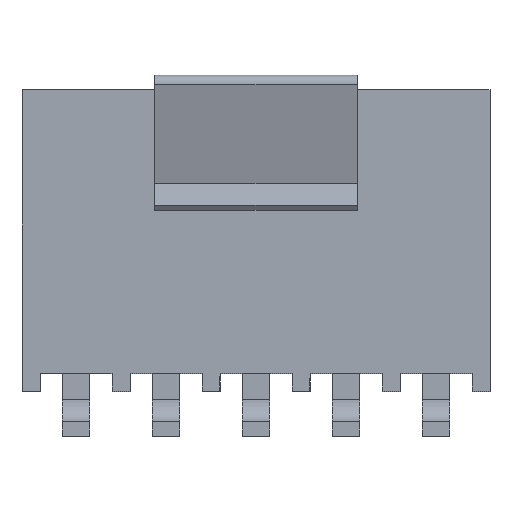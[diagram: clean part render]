
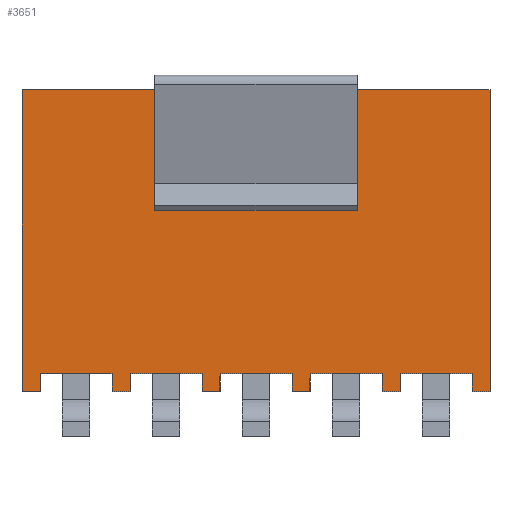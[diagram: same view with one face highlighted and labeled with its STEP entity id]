
A CAD part, top view. The second image highlights one B-rep face of the part: STEP entity #3651.
In plain terms, the highlighted planar face has unit normal (0, 0, 1).
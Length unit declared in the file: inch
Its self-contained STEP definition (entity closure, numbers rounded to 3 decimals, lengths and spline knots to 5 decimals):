
#657=ORIENTED_EDGE('',*,*,#1448,.F.);
#658=ORIENTED_EDGE('',*,*,#1449,.T.);
#659=ORIENTED_EDGE('',*,*,#1450,.F.);
#660=ORIENTED_EDGE('',*,*,#1451,.F.);
#661=ORIENTED_EDGE('',*,*,#1452,.F.);
#662=ORIENTED_EDGE('',*,*,#1453,.T.);
#663=ORIENTED_EDGE('',*,*,#1454,.F.);
#664=ORIENTED_EDGE('',*,*,#1455,.F.);
#665=ORIENTED_EDGE('',*,*,#1456,.F.);
#666=ORIENTED_EDGE('',*,*,#1407,.F.);
#667=ORIENTED_EDGE('',*,*,#1457,.T.);
#668=ORIENTED_EDGE('',*,*,#1458,.T.);
#669=ORIENTED_EDGE('',*,*,#1459,.F.);
#670=ORIENTED_EDGE('',*,*,#1460,.F.);
#671=ORIENTED_EDGE('',*,*,#1461,.F.);
#672=ORIENTED_EDGE('',*,*,#1462,.T.);
#673=ORIENTED_EDGE('',*,*,#1463,.F.);
#674=ORIENTED_EDGE('',*,*,#1464,.F.);
#675=ORIENTED_EDGE('',*,*,#1465,.F.);
#676=ORIENTED_EDGE('',*,*,#1466,.T.);
#677=ORIENTED_EDGE('',*,*,#1467,.F.);
#678=ORIENTED_EDGE('',*,*,#1468,.F.);
#679=ORIENTED_EDGE('',*,*,#1469,.F.);
#680=ORIENTED_EDGE('',*,*,#1470,.T.);
#681=ORIENTED_EDGE('',*,*,#1471,.F.);
#682=ORIENTED_EDGE('',*,*,#1472,.F.);
#683=ORIENTED_EDGE('',*,*,#1473,.F.);
#684=ORIENTED_EDGE('',*,*,#1474,.T.);
#685=ORIENTED_EDGE('',*,*,#1475,.F.);
#686=ORIENTED_EDGE('',*,*,#1476,.F.);
#1407=EDGE_CURVE('',#1845,#1846,#2233,.T.);
#1448=EDGE_CURVE('',#1885,#1886,#2274,.T.);
#1449=EDGE_CURVE('',#1885,#1887,#2275,.T.);
#1450=EDGE_CURVE('',#1888,#1887,#2276,.T.);
#1451=EDGE_CURVE('',#1886,#1888,#2277,.T.);
#1452=EDGE_CURVE('',#1889,#1890,#2278,.T.);
#1453=EDGE_CURVE('',#1889,#1891,#2279,.T.);
#1454=EDGE_CURVE('',#1892,#1891,#2280,.T.);
#1455=EDGE_CURVE('',#1893,#1892,#2281,.T.);
#1456=EDGE_CURVE('',#1846,#1893,#2282,.T.);
#1457=EDGE_CURVE('',#1845,#1894,#2283,.T.);
#1458=EDGE_CURVE('',#1894,#1895,#2284,.T.);
#1459=EDGE_CURVE('',#1896,#1895,#2285,.T.);
#1460=EDGE_CURVE('',#1897,#1896,#2286,.T.);
#1461=EDGE_CURVE('',#1898,#1897,#2287,.T.);
#1462=EDGE_CURVE('',#1898,#1899,#2288,.T.);
#1463=EDGE_CURVE('',#1900,#1899,#2289,.T.);
#1464=EDGE_CURVE('',#1901,#1900,#2290,.T.);
#1465=EDGE_CURVE('',#1902,#1901,#2291,.T.);
#1466=EDGE_CURVE('',#1902,#1903,#2292,.T.);
#1467=EDGE_CURVE('',#1904,#1903,#2293,.T.);
#1468=EDGE_CURVE('',#1905,#1904,#2294,.T.);
#1469=EDGE_CURVE('',#1906,#1905,#2295,.T.);
#1470=EDGE_CURVE('',#1906,#1907,#2296,.T.);
#1471=EDGE_CURVE('',#1908,#1907,#2297,.T.);
#1472=EDGE_CURVE('',#1909,#1908,#2298,.T.);
#1473=EDGE_CURVE('',#1910,#1909,#2299,.T.);
#1474=EDGE_CURVE('',#1910,#1911,#2300,.T.);
#1475=EDGE_CURVE('',#1912,#1911,#2301,.T.);
#1476=EDGE_CURVE('',#1890,#1912,#2302,.T.);
#1845=VERTEX_POINT('',#5493);
#1846=VERTEX_POINT('',#5494);
#1885=VERTEX_POINT('',#5576);
#1886=VERTEX_POINT('',#5577);
#1887=VERTEX_POINT('',#5579);
#1888=VERTEX_POINT('',#5581);
#1889=VERTEX_POINT('',#5584);
#1890=VERTEX_POINT('',#5585);
#1891=VERTEX_POINT('',#5587);
#1892=VERTEX_POINT('',#5589);
#1893=VERTEX_POINT('',#5591);
#1894=VERTEX_POINT('',#5594);
#1895=VERTEX_POINT('',#5596);
#1896=VERTEX_POINT('',#5598);
#1897=VERTEX_POINT('',#5600);
#1898=VERTEX_POINT('',#5602);
#1899=VERTEX_POINT('',#5604);
#1900=VERTEX_POINT('',#5606);
#1901=VERTEX_POINT('',#5608);
#1902=VERTEX_POINT('',#5610);
#1903=VERTEX_POINT('',#5612);
#1904=VERTEX_POINT('',#5614);
#1905=VERTEX_POINT('',#5616);
#1906=VERTEX_POINT('',#5618);
#1907=VERTEX_POINT('',#5620);
#1908=VERTEX_POINT('',#5622);
#1909=VERTEX_POINT('',#5624);
#1910=VERTEX_POINT('',#5626);
#1911=VERTEX_POINT('',#5628);
#1912=VERTEX_POINT('',#5630);
#2233=LINE('',#5492,#2707);
#2274=LINE('',#5575,#2748);
#2275=LINE('',#5578,#2749);
#2276=LINE('',#5580,#2750);
#2277=LINE('',#5582,#2751);
#2278=LINE('',#5583,#2752);
#2279=LINE('',#5586,#2753);
#2280=LINE('',#5588,#2754);
#2281=LINE('',#5590,#2755);
#2282=LINE('',#5592,#2756);
#2283=LINE('',#5593,#2757);
#2284=LINE('',#5595,#2758);
#2285=LINE('',#5597,#2759);
#2286=LINE('',#5599,#2760);
#2287=LINE('',#5601,#2761);
#2288=LINE('',#5603,#2762);
#2289=LINE('',#5605,#2763);
#2290=LINE('',#5607,#2764);
#2291=LINE('',#5609,#2765);
#2292=LINE('',#5611,#2766);
#2293=LINE('',#5613,#2767);
#2294=LINE('',#5615,#2768);
#2295=LINE('',#5617,#2769);
#2296=LINE('',#5619,#2770);
#2297=LINE('',#5621,#2771);
#2298=LINE('',#5623,#2772);
#2299=LINE('',#5625,#2773);
#2300=LINE('',#5627,#2774);
#2301=LINE('',#5629,#2775);
#2302=LINE('',#5631,#2776);
#2707=VECTOR('',#4503,39.37008);
#2748=VECTOR('',#4548,39.37008);
#2749=VECTOR('',#4549,39.37008);
#2750=VECTOR('',#4550,39.37008);
#2751=VECTOR('',#4551,39.37008);
#2752=VECTOR('',#4552,39.37008);
#2753=VECTOR('',#4553,39.37008);
#2754=VECTOR('',#4554,39.37008);
#2755=VECTOR('',#4555,39.37008);
#2756=VECTOR('',#4556,39.37008);
#2757=VECTOR('',#4557,39.37008);
#2758=VECTOR('',#4558,39.37008);
#2759=VECTOR('',#4559,39.37008);
#2760=VECTOR('',#4560,39.37008);
#2761=VECTOR('',#4561,39.37008);
#2762=VECTOR('',#4562,39.37008);
#2763=VECTOR('',#4563,39.37008);
#2764=VECTOR('',#4564,39.37008);
#2765=VECTOR('',#4565,39.37008);
#2766=VECTOR('',#4566,39.37008);
#2767=VECTOR('',#4567,39.37008);
#2768=VECTOR('',#4568,39.37008);
#2769=VECTOR('',#4569,39.37008);
#2770=VECTOR('',#4570,39.37008);
#2771=VECTOR('',#4571,39.37008);
#2772=VECTOR('',#4572,39.37008);
#2773=VECTOR('',#4573,39.37008);
#2774=VECTOR('',#4574,39.37008);
#2775=VECTOR('',#4575,39.37008);
#2776=VECTOR('',#4576,39.37008);
#3072=EDGE_LOOP('',(#657,#658,#659,#660));
#3073=EDGE_LOOP('',(#661,#662,#663,#664,#665,#666,#667,#668,#669,#670,#671,
#672,#673,#674,#675,#676,#677,#678,#679,#680,#681,#682,#683,#684,#685,#686));
#3286=FACE_BOUND('',#3072,.T.);
#3287=FACE_BOUND('',#3073,.T.);
#3467=PLANE('',#3906);
#3651=ADVANCED_FACE('',(#3286,#3287),#3467,.F.);
#3906=AXIS2_PLACEMENT_3D('',#5574,#4546,#4547);
#4503=DIRECTION('',(1.,0.,0.));
#4546=DIRECTION('',(0.,0.,-1.));
#4547=DIRECTION('',(-1.,0.,0.));
#4548=DIRECTION('',(-1.,0.,0.));
#4549=DIRECTION('',(0.,-1.,0.));
#4550=DIRECTION('',(1.,0.,0.));
#4551=DIRECTION('',(0.,-1.,0.));
#4552=DIRECTION('',(0.,1.,0.));
#4553=DIRECTION('',(1.,0.,0.));
#4554=DIRECTION('',(0.,-1.,0.));
#4555=DIRECTION('',(1.,0.,0.));
#4556=DIRECTION('',(1.,0.,0.));
#4557=DIRECTION('',(0.,-1.,0.));
#4558=DIRECTION('',(1.,0.,0.));
#4559=DIRECTION('',(0.,-1.,0.));
#4560=DIRECTION('',(-1.,0.,0.));
#4561=DIRECTION('',(0.,1.,0.));
#4562=DIRECTION('',(1.,0.,0.));
#4563=DIRECTION('',(0.,-1.,0.));
#4564=DIRECTION('',(-1.,0.,0.));
#4565=DIRECTION('',(0.,1.,0.));
#4566=DIRECTION('',(1.,0.,0.));
#4567=DIRECTION('',(0.,-1.,0.));
#4568=DIRECTION('',(-1.,0.,0.));
#4569=DIRECTION('',(0.,1.,0.));
#4570=DIRECTION('',(1.,0.,0.));
#4571=DIRECTION('',(0.,-1.,0.));
#4572=DIRECTION('',(-1.,0.,0.));
#4573=DIRECTION('',(0.,1.,0.));
#4574=DIRECTION('',(1.,0.,0.));
#4575=DIRECTION('',(0.,-1.,0.));
#4576=DIRECTION('',(-1.,0.,0.));
#5492=CARTESIAN_POINT('',(-0.26,0.335,0.0975));
#5493=CARTESIAN_POINT('',(-0.26,0.335,0.0975));
#5494=CARTESIAN_POINT('',(-0.1125,0.335,0.0975));
#5574=CARTESIAN_POINT('',(-0.26,0.335,0.0975));
#5575=CARTESIAN_POINT('',(-0.26,0.2341,0.0975));
#5576=CARTESIAN_POINT('',(0.1125,0.2341,0.0975));
#5577=CARTESIAN_POINT('',(-0.1125,0.2341,0.0975));
#5578=CARTESIAN_POINT('',(0.1125,0.335,0.0975));
#5579=CARTESIAN_POINT('',(0.1125,0.21963,0.0975));
#5580=CARTESIAN_POINT('',(-0.26,0.21963,0.0975));
#5581=CARTESIAN_POINT('',(-0.1125,0.21963,0.0975));
#5582=CARTESIAN_POINT('',(-0.1125,0.335,0.0975));
#5583=CARTESIAN_POINT('',(0.24,0.335,0.0975));
#5584=CARTESIAN_POINT('',(0.24,0.,0.0975));
#5585=CARTESIAN_POINT('',(0.24,0.02,0.0975));
#5586=CARTESIAN_POINT('',(-0.26,0.,0.0975));
#5587=CARTESIAN_POINT('',(0.26,0.,0.0975));
#5588=CARTESIAN_POINT('',(0.26,0.335,0.0975));
#5589=CARTESIAN_POINT('',(0.26,0.335,0.0975));
#5590=CARTESIAN_POINT('',(-0.26,0.335,0.0975));
#5591=CARTESIAN_POINT('',(0.1125,0.335,0.0975));
#5592=CARTESIAN_POINT('',(-0.26,0.335,0.0975));
#5593=CARTESIAN_POINT('',(-0.26,0.335,0.0975));
#5594=CARTESIAN_POINT('',(-0.26,0.,0.0975));
#5595=CARTESIAN_POINT('',(-0.26,0.,0.0975));
#5596=CARTESIAN_POINT('',(-0.24,0.,0.0975));
#5597=CARTESIAN_POINT('',(-0.24,0.335,0.0975));
#5598=CARTESIAN_POINT('',(-0.24,0.02,0.0975));
#5599=CARTESIAN_POINT('',(-0.26,0.02,0.0975));
#5600=CARTESIAN_POINT('',(-0.16,0.02,0.0975));
#5601=CARTESIAN_POINT('',(-0.16,0.335,0.0975));
#5602=CARTESIAN_POINT('',(-0.16,0.,0.0975));
#5603=CARTESIAN_POINT('',(-0.26,0.,0.0975));
#5604=CARTESIAN_POINT('',(-0.14,0.,0.0975));
#5605=CARTESIAN_POINT('',(-0.14,0.335,0.0975));
#5606=CARTESIAN_POINT('',(-0.14,0.02,0.0975));
#5607=CARTESIAN_POINT('',(-0.26,0.02,0.0975));
#5608=CARTESIAN_POINT('',(-0.06,0.02,0.0975));
#5609=CARTESIAN_POINT('',(-0.06,0.335,0.0975));
#5610=CARTESIAN_POINT('',(-0.06,0.,0.0975));
#5611=CARTESIAN_POINT('',(-0.26,0.,0.0975));
#5612=CARTESIAN_POINT('',(-0.04,0.,0.0975));
#5613=CARTESIAN_POINT('',(-0.04,0.335,0.0975));
#5614=CARTESIAN_POINT('',(-0.04,0.02,0.0975));
#5615=CARTESIAN_POINT('',(-0.26,0.02,0.0975));
#5616=CARTESIAN_POINT('',(0.04,0.02,0.0975));
#5617=CARTESIAN_POINT('',(0.04,0.335,0.0975));
#5618=CARTESIAN_POINT('',(0.04,0.,0.0975));
#5619=CARTESIAN_POINT('',(-0.26,0.,0.0975));
#5620=CARTESIAN_POINT('',(0.06,0.,0.0975));
#5621=CARTESIAN_POINT('',(0.06,0.335,0.0975));
#5622=CARTESIAN_POINT('',(0.06,0.02,0.0975));
#5623=CARTESIAN_POINT('',(-0.26,0.02,0.0975));
#5624=CARTESIAN_POINT('',(0.14,0.02,0.0975));
#5625=CARTESIAN_POINT('',(0.14,0.335,0.0975));
#5626=CARTESIAN_POINT('',(0.14,0.,0.0975));
#5627=CARTESIAN_POINT('',(-0.26,0.,0.0975));
#5628=CARTESIAN_POINT('',(0.16,0.,0.0975));
#5629=CARTESIAN_POINT('',(0.16,0.335,0.0975));
#5630=CARTESIAN_POINT('',(0.16,0.02,0.0975));
#5631=CARTESIAN_POINT('',(-0.26,0.02,0.0975));
